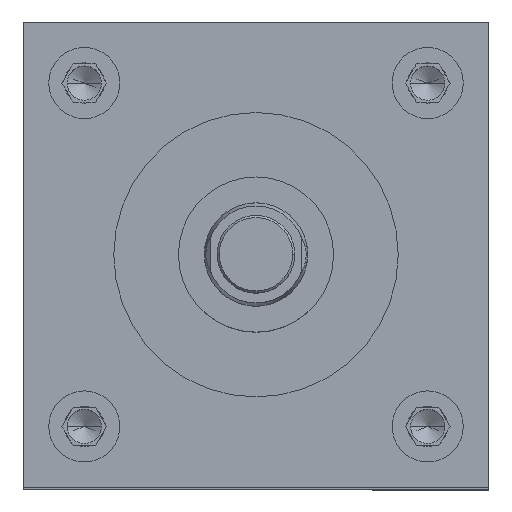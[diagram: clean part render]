
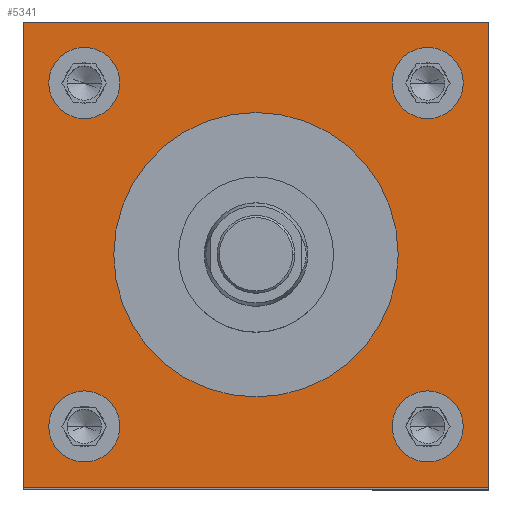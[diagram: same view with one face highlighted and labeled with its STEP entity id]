
A CAD part, top view. The second image highlights one B-rep face of the part: STEP entity #5341.
In plain terms, the highlighted planar face has unit normal (0, 0, 1).
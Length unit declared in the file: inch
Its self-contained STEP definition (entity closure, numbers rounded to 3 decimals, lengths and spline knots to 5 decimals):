
#28 = CARTESIAN_POINT ( 'NONE',  ( 1.3165, -1.66, 14.25 ) ) ;
#120 = DIRECTION ( 'NONE',  ( 0., 0., 1. ) ) ;
#159 = CARTESIAN_POINT ( 'NONE',  ( -1.66, 1.66, 14.25 ) ) ;
#198 = EDGE_CURVE ( 'NONE', #3479, #4402, #947, .T. ) ;
#222 = CARTESIAN_POINT ( 'NONE',  ( -2.25, -2.25, 14.25 ) ) ;
#492 = EDGE_LOOP ( 'NONE', ( #5554, #2054, #3669, #6094 ) ) ;
#522 = CARTESIAN_POINT ( 'NONE',  ( 1.3165, 1.66, 14.25 ) ) ;
#570 = VERTEX_POINT ( 'NONE', #5490 ) ;
#648 = FACE_OUTER_BOUND ( 'NONE', #492, .T. ) ;
#676 = DIRECTION ( 'NONE',  ( 0., 0., 1. ) ) ;
#688 = EDGE_CURVE ( 'NONE', #911, #1612, #5836, .T. ) ;
#697 = ORIENTED_EDGE ( 'NONE', *, *, #1082, .F. ) ;
#813 = AXIS2_PLACEMENT_3D ( 'NONE', #3869, #5878, #1532 ) ;
#911 = VERTEX_POINT ( 'NONE', #3683 ) ;
#947 = CIRCLE ( 'NONE', #1043, 0.3435 ) ;
#1043 = AXIS2_PLACEMENT_3D ( 'NONE', #3739, #5657, #1347 ) ;
#1064 = CARTESIAN_POINT ( 'NONE',  ( -2.25, 2.25, 14.25 ) ) ;
#1082 = EDGE_CURVE ( 'NONE', #3040, #2091, #4323, .T. ) ;
#1097 = VERTEX_POINT ( 'NONE', #4440 ) ;
#1220 = ORIENTED_EDGE ( 'NONE', *, *, #3228, .F. ) ;
#1347 = DIRECTION ( 'NONE',  ( 1., 0., 0. ) ) ;
#1362 = DIRECTION ( 'NONE',  ( 0., 0., 1. ) ) ;
#1388 = CIRCLE ( 'NONE', #5246, 0.3435 ) ;
#1467 = ORIENTED_EDGE ( 'NONE', *, *, #4206, .F. ) ;
#1484 = VECTOR ( 'NONE', #2206, 39.37008 ) ;
#1496 = CARTESIAN_POINT ( 'NONE',  ( -1.3165, -1.66, 14.25 ) ) ;
#1532 = DIRECTION ( 'NONE',  ( 1., 0., 0. ) ) ;
#1545 = CARTESIAN_POINT ( 'NONE',  ( -1.66, -1.66, 14.25 ) ) ;
#1606 = DIRECTION ( 'NONE',  ( 0., -1., 0. ) ) ;
#1612 = VERTEX_POINT ( 'NONE', #3984 ) ;
#1920 = DIRECTION ( 'NONE',  ( -1., 0., 0. ) ) ;
#2024 = VERTEX_POINT ( 'NONE', #3247 ) ;
#2054 = ORIENTED_EDGE ( 'NONE', *, *, #5700, .T. ) ;
#2091 = VERTEX_POINT ( 'NONE', #4679 ) ;
#2110 = CARTESIAN_POINT ( 'NONE',  ( -2.25, -2.25, 14.25 ) ) ;
#2153 = FACE_BOUND ( 'NONE', #5099, .T. ) ;
#2202 = EDGE_CURVE ( 'NONE', #4402, #3479, #3988, .T. ) ;
#2206 = DIRECTION ( 'NONE',  ( 1., 0., 0. ) ) ;
#2268 = CIRCLE ( 'NONE', #3191, 1.375 ) ;
#2269 = EDGE_LOOP ( 'NONE', ( #2645, #5943 ) ) ;
#2353 = EDGE_CURVE ( 'NONE', #2024, #1097, #2604, .T. ) ;
#2516 = VERTEX_POINT ( 'NONE', #1496 ) ;
#2545 = DIRECTION ( 'NONE',  ( -1., 0., 0. ) ) ;
#2604 = LINE ( 'NONE', #4960, #3175 ) ;
#2624 = ORIENTED_EDGE ( 'NONE', *, *, #5279, .F. ) ;
#2645 = ORIENTED_EDGE ( 'NONE', *, *, #4126, .F. ) ;
#2686 = ORIENTED_EDGE ( 'NONE', *, *, #4546, .F. ) ;
#2711 = ORIENTED_EDGE ( 'NONE', *, *, #198, .F. ) ;
#2827 = VERTEX_POINT ( 'NONE', #4668 ) ;
#2883 = CARTESIAN_POINT ( 'NONE',  ( 1.375, 0., 14.25 ) ) ;
#2973 = DIRECTION ( 'NONE',  ( 0., 0., 1. ) ) ;
#3010 = EDGE_CURVE ( 'NONE', #5720, #2516, #4153, .T. ) ;
#3040 = VERTEX_POINT ( 'NONE', #522 ) ;
#3057 = VERTEX_POINT ( 'NONE', #2883 ) ;
#3087 = FACE_BOUND ( 'NONE', #4274, .T. ) ;
#3122 = DIRECTION ( 'NONE',  ( 1., 0., 0. ) ) ;
#3175 = VECTOR ( 'NONE', #4543, 39.37008 ) ;
#3191 = AXIS2_PLACEMENT_3D ( 'NONE', #5634, #6136, #3744 ) ;
#3203 = CARTESIAN_POINT ( 'NONE',  ( -2.0035, -1.66, 14.25 ) ) ;
#3228 = EDGE_CURVE ( 'NONE', #3057, #570, #3348, .T. ) ;
#3247 = CARTESIAN_POINT ( 'NONE',  ( 2.25, -2.25, 14.25 ) ) ;
#3322 = AXIS2_PLACEMENT_3D ( 'NONE', #4489, #4100, #2545 ) ;
#3348 = CIRCLE ( 'NONE', #5074, 1.375 ) ;
#3457 = LINE ( 'NONE', #1064, #5795 ) ;
#3479 = VERTEX_POINT ( 'NONE', #4393 ) ;
#3563 = FACE_BOUND ( 'NONE', #6109, .T. ) ;
#3568 = VECTOR ( 'NONE', #1606, 39.37008 ) ;
#3593 = FACE_BOUND ( 'NONE', #2269, .T. ) ;
#3606 = ORIENTED_EDGE ( 'NONE', *, *, #2202, .F. ) ;
#3621 = ORIENTED_EDGE ( 'NONE', *, *, #3010, .F. ) ;
#3625 = PLANE ( 'NONE',  #3322 ) ;
#3669 = ORIENTED_EDGE ( 'NONE', *, *, #2353, .T. ) ;
#3683 = CARTESIAN_POINT ( 'NONE',  ( -2.0035, 1.66, 14.25 ) ) ;
#3716 = DIRECTION ( 'NONE',  ( 1., 0., 0. ) ) ;
#3739 = CARTESIAN_POINT ( 'NONE',  ( 1.66, -1.66, 14.25 ) ) ;
#3744 = DIRECTION ( 'NONE',  ( 1., 0., 0. ) ) ;
#3869 = CARTESIAN_POINT ( 'NONE',  ( -1.66, -1.66, 14.25 ) ) ;
#3873 = DIRECTION ( 'NONE',  ( 1., 0., 0. ) ) ;
#3937 = DIRECTION ( 'NONE',  ( 1., 0., 0. ) ) ;
#3964 = EDGE_CURVE ( 'NONE', #6171, #2827, #4031, .T. ) ;
#3984 = CARTESIAN_POINT ( 'NONE',  ( -1.3165, 1.66, 14.25 ) ) ;
#3988 = CIRCLE ( 'NONE', #4192, 0.3435 ) ;
#4031 = LINE ( 'NONE', #222, #3568 ) ;
#4037 = AXIS2_PLACEMENT_3D ( 'NONE', #159, #120, #3937 ) ;
#4055 = CARTESIAN_POINT ( 'NONE',  ( 0., 0., 14.25 ) ) ;
#4100 = DIRECTION ( 'NONE',  ( 0., 0., -1. ) ) ;
#4126 = EDGE_CURVE ( 'NONE', #1612, #911, #4609, .T. ) ;
#4153 = CIRCLE ( 'NONE', #813, 0.3435 ) ;
#4192 = AXIS2_PLACEMENT_3D ( 'NONE', #6214, #1362, #5243 ) ;
#4206 = EDGE_CURVE ( 'NONE', #570, #3057, #2268, .T. ) ;
#4260 = EDGE_CURVE ( 'NONE', #1097, #6171, #3457, .T. ) ;
#4274 = EDGE_LOOP ( 'NONE', ( #2711, #3606 ) ) ;
#4304 = CARTESIAN_POINT ( 'NONE',  ( -2.25, 2.25, 14.25 ) ) ;
#4323 = CIRCLE ( 'NONE', #6027, 0.3435 ) ;
#4393 = CARTESIAN_POINT ( 'NONE',  ( 2.0035, -1.66, 14.25 ) ) ;
#4402 = VERTEX_POINT ( 'NONE', #28 ) ;
#4440 = CARTESIAN_POINT ( 'NONE',  ( 2.25, 2.25, 14.25 ) ) ;
#4489 = CARTESIAN_POINT ( 'NONE',  ( -2.25, 2.25, 14.25 ) ) ;
#4503 = DIRECTION ( 'NONE',  ( 0., 0., 1. ) ) ;
#4543 = DIRECTION ( 'NONE',  ( 0., 1., 0. ) ) ;
#4546 = EDGE_CURVE ( 'NONE', #2091, #3040, #6178, .T. ) ;
#4609 = CIRCLE ( 'NONE', #5302, 0.3435 ) ;
#4668 = CARTESIAN_POINT ( 'NONE',  ( -2.25, -2.25, 14.25 ) ) ;
#4679 = CARTESIAN_POINT ( 'NONE',  ( 2.0035, 1.66, 14.25 ) ) ;
#4681 = EDGE_LOOP ( 'NONE', ( #1220, #1467 ) ) ;
#4723 = DIRECTION ( 'NONE',  ( 1., 0., 0. ) ) ;
#4783 = AXIS2_PLACEMENT_3D ( 'NONE', #6196, #4791, #4723 ) ;
#4791 = DIRECTION ( 'NONE',  ( 0., 0., 1. ) ) ;
#4827 = DIRECTION ( 'NONE',  ( 0., 0., 1. ) ) ;
#4960 = CARTESIAN_POINT ( 'NONE',  ( 2.25, -2.25, 14.25 ) ) ;
#5011 = DIRECTION ( 'NONE',  ( 1., 0., 0. ) ) ;
#5015 = LINE ( 'NONE', #2110, #1484 ) ;
#5074 = AXIS2_PLACEMENT_3D ( 'NONE', #4055, #4503, #5011 ) ;
#5099 = EDGE_LOOP ( 'NONE', ( #2686, #697 ) ) ;
#5243 = DIRECTION ( 'NONE',  ( 1., 0., 0. ) ) ;
#5246 = AXIS2_PLACEMENT_3D ( 'NONE', #1545, #676, #3122 ) ;
#5279 = EDGE_CURVE ( 'NONE', #2516, #5720, #1388, .T. ) ;
#5302 = AXIS2_PLACEMENT_3D ( 'NONE', #5753, #4827, #3716 ) ;
#5318 = CARTESIAN_POINT ( 'NONE',  ( 1.66, 1.66, 14.25 ) ) ;
#5341 = ADVANCED_FACE ( 'NONE', ( #3087, #2153, #3563, #3593, #5520, #648 ), #3625, .F. ) ;
#5490 = CARTESIAN_POINT ( 'NONE',  ( -1.375, 0., 14.25 ) ) ;
#5520 = FACE_BOUND ( 'NONE', #4681, .T. ) ;
#5554 = ORIENTED_EDGE ( 'NONE', *, *, #3964, .T. ) ;
#5634 = CARTESIAN_POINT ( 'NONE',  ( 0., 0., 14.25 ) ) ;
#5657 = DIRECTION ( 'NONE',  ( 0., 0., 1. ) ) ;
#5700 = EDGE_CURVE ( 'NONE', #2827, #2024, #5015, .T. ) ;
#5720 = VERTEX_POINT ( 'NONE', #3203 ) ;
#5753 = CARTESIAN_POINT ( 'NONE',  ( -1.66, 1.66, 14.25 ) ) ;
#5795 = VECTOR ( 'NONE', #1920, 39.37008 ) ;
#5836 = CIRCLE ( 'NONE', #4037, 0.3435 ) ;
#5878 = DIRECTION ( 'NONE',  ( 0., 0., 1. ) ) ;
#5943 = ORIENTED_EDGE ( 'NONE', *, *, #688, .F. ) ;
#6027 = AXIS2_PLACEMENT_3D ( 'NONE', #5318, #2973, #3873 ) ;
#6094 = ORIENTED_EDGE ( 'NONE', *, *, #4260, .T. ) ;
#6109 = EDGE_LOOP ( 'NONE', ( #2624, #3621 ) ) ;
#6136 = DIRECTION ( 'NONE',  ( 0., 0., 1. ) ) ;
#6171 = VERTEX_POINT ( 'NONE', #4304 ) ;
#6178 = CIRCLE ( 'NONE', #4783, 0.3435 ) ;
#6196 = CARTESIAN_POINT ( 'NONE',  ( 1.66, 1.66, 14.25 ) ) ;
#6214 = CARTESIAN_POINT ( 'NONE',  ( 1.66, -1.66, 14.25 ) ) ;
